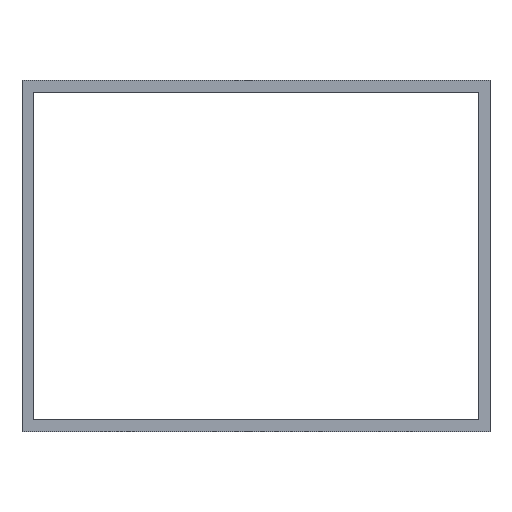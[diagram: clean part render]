
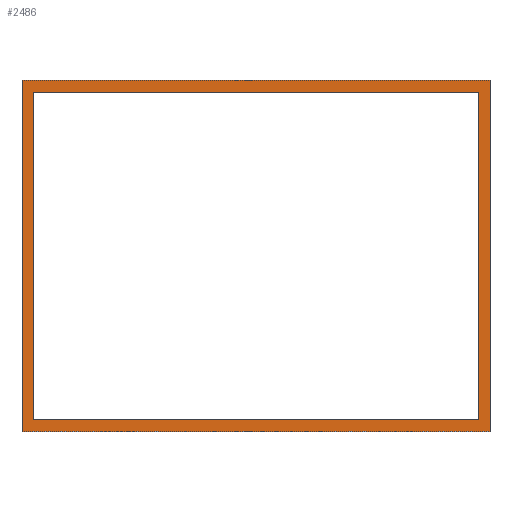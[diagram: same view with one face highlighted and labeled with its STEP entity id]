
A CAD part, front view. The second image highlights one B-rep face of the part: STEP entity #2486.
In plain terms, the highlighted planar face has unit normal (0, -1, 0).
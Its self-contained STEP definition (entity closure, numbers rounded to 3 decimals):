
#9 = CARTESIAN_POINT ( 'NONE',  ( 40., 0., -30. ) ) ;
#30 = VERTEX_POINT ( 'NONE', #1746 ) ;
#46 = FACE_OUTER_BOUND ( 'NONE', #300, .T. ) ;
#93 = FACE_BOUND ( 'NONE', #1186, .T. ) ;
#102 = VERTEX_POINT ( 'NONE', #2217 ) ;
#127 = VERTEX_POINT ( 'NONE', #1818 ) ;
#237 = CARTESIAN_POINT ( 'NONE',  ( 0., 0., -1. ) ) ;
#256 = EDGE_CURVE ( 'NONE', #1950, #713, #2336, .T. ) ;
#300 = EDGE_LOOP ( 'NONE', ( #2158, #1903, #1188, #1448 ) ) ;
#404 = EDGE_CURVE ( 'NONE', #1720, #2679, #1484, .T. ) ;
#427 = DIRECTION ( 'NONE',  ( 1., 0., 0. ) ) ;
#476 = VECTOR ( 'NONE', #1776, 1000. ) ;
#491 = ORIENTED_EDGE ( 'NONE', *, *, #2849, .T. ) ;
#522 = LINE ( 'NONE', #1151, #797 ) ;
#555 = VECTOR ( 'NONE', #2402, 1000. ) ;
#573 = DIRECTION ( 'NONE',  ( 0., 0., -1. ) ) ;
#644 = LINE ( 'NONE', #237, #2809 ) ;
#713 = VERTEX_POINT ( 'NONE', #2101 ) ;
#732 = DIRECTION ( 'NONE',  ( 0., 0., -1. ) ) ;
#797 = VECTOR ( 'NONE', #1621, 1000. ) ;
#898 = VECTOR ( 'NONE', #573, 1000. ) ;
#931 = CARTESIAN_POINT ( 'NONE',  ( 0., 0., -30. ) ) ;
#952 = LINE ( 'NONE', #931, #1420 ) ;
#967 = EDGE_CURVE ( 'NONE', #30, #1950, #1395, .T. ) ;
#1088 = EDGE_CURVE ( 'NONE', #2679, #102, #644, .T. ) ;
#1120 = ORIENTED_EDGE ( 'NONE', *, *, #1088, .T. ) ;
#1151 = CARTESIAN_POINT ( 'NONE',  ( 0., 0., -29. ) ) ;
#1176 = CARTESIAN_POINT ( 'NONE',  ( 0., 0., 0. ) ) ;
#1186 = EDGE_LOOP ( 'NONE', ( #2372, #1120, #2037, #491 ) ) ;
#1188 = ORIENTED_EDGE ( 'NONE', *, *, #1668, .F. ) ;
#1375 = AXIS2_PLACEMENT_3D ( 'NONE', #2499, #2256, #1799 ) ;
#1384 = EDGE_CURVE ( 'NONE', #102, #127, #2572, .T. ) ;
#1386 = DIRECTION ( 'NONE',  ( -1., 0., 0. ) ) ;
#1395 = LINE ( 'NONE', #2266, #476 ) ;
#1420 = VECTOR ( 'NONE', #1386, 1000. ) ;
#1448 = ORIENTED_EDGE ( 'NONE', *, *, #256, .F. ) ;
#1484 = LINE ( 'NONE', #2135, #555 ) ;
#1540 = CARTESIAN_POINT ( 'NONE',  ( 0., 0., 0. ) ) ;
#1577 = VECTOR ( 'NONE', #2091, 1000. ) ;
#1621 = DIRECTION ( 'NONE',  ( -1., 0., 0. ) ) ;
#1668 = EDGE_CURVE ( 'NONE', #713, #1901, #2086, .T. ) ;
#1720 = VERTEX_POINT ( 'NONE', #2720 ) ;
#1746 = CARTESIAN_POINT ( 'NONE',  ( 0., 0., -30. ) ) ;
#1753 = EDGE_CURVE ( 'NONE', #1901, #30, #952, .T. ) ;
#1766 = CARTESIAN_POINT ( 'NONE',  ( 1., 0., -1. ) ) ;
#1776 = DIRECTION ( 'NONE',  ( 0., 0., 1. ) ) ;
#1799 = DIRECTION ( 'NONE',  ( 0., 0., 1. ) ) ;
#1818 = CARTESIAN_POINT ( 'NONE',  ( 39., 0., -29. ) ) ;
#1826 = PLANE ( 'NONE',  #1375 ) ;
#1901 = VERTEX_POINT ( 'NONE', #9 ) ;
#1903 = ORIENTED_EDGE ( 'NONE', *, *, #1753, .F. ) ;
#1950 = VERTEX_POINT ( 'NONE', #1540 ) ;
#2037 = ORIENTED_EDGE ( 'NONE', *, *, #1384, .T. ) ;
#2086 = LINE ( 'NONE', #2300, #2210 ) ;
#2091 = DIRECTION ( 'NONE',  ( 1., 0., 0. ) ) ;
#2101 = CARTESIAN_POINT ( 'NONE',  ( 40., 0., 0. ) ) ;
#2135 = CARTESIAN_POINT ( 'NONE',  ( 1., 0., 0. ) ) ;
#2158 = ORIENTED_EDGE ( 'NONE', *, *, #967, .F. ) ;
#2173 = CARTESIAN_POINT ( 'NONE',  ( 39., 0., 0. ) ) ;
#2210 = VECTOR ( 'NONE', #732, 1000. ) ;
#2217 = CARTESIAN_POINT ( 'NONE',  ( 39., 0., -1. ) ) ;
#2256 = DIRECTION ( 'NONE',  ( 0., 1., 0. ) ) ;
#2266 = CARTESIAN_POINT ( 'NONE',  ( 0., 0., 0. ) ) ;
#2300 = CARTESIAN_POINT ( 'NONE',  ( 40., 0., 0. ) ) ;
#2336 = LINE ( 'NONE', #1176, #1577 ) ;
#2372 = ORIENTED_EDGE ( 'NONE', *, *, #404, .T. ) ;
#2402 = DIRECTION ( 'NONE',  ( 0., 0., 1. ) ) ;
#2486 = ADVANCED_FACE ( 'NONE', ( #46, #93 ), #1826, .F. ) ;
#2499 = CARTESIAN_POINT ( 'NONE',  ( 0., 0., 0. ) ) ;
#2572 = LINE ( 'NONE', #2173, #898 ) ;
#2679 = VERTEX_POINT ( 'NONE', #1766 ) ;
#2720 = CARTESIAN_POINT ( 'NONE',  ( 1., 0., -29. ) ) ;
#2809 = VECTOR ( 'NONE', #427, 1000. ) ;
#2849 = EDGE_CURVE ( 'NONE', #127, #1720, #522, .T. ) ;
